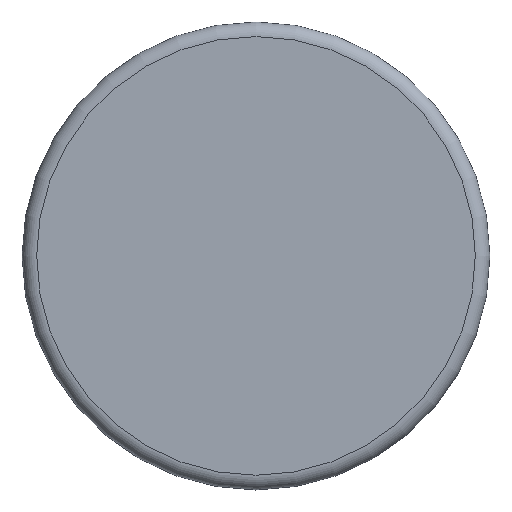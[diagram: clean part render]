
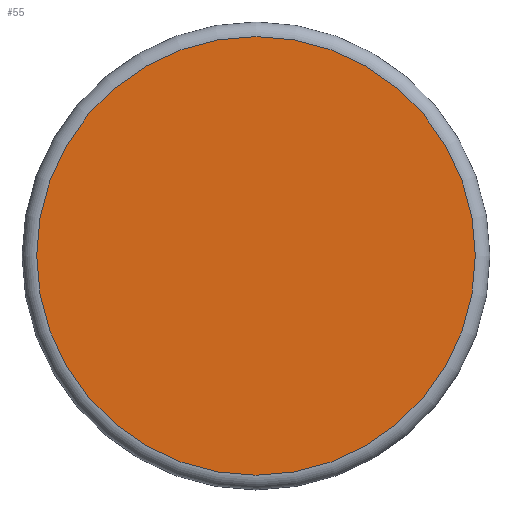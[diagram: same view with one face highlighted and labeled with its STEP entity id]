
A CAD part, top view. The second image highlights one B-rep face of the part: STEP entity #55.
In plain terms, the highlighted planar face has unit normal (0, 0, 1).
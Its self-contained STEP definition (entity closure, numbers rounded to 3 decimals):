
#55 = ADVANCED_FACE( '', ( #119 ), #120, .F. );
#119 = FACE_OUTER_BOUND( '', #192, .T. );
#120 = PLANE( '', #193 );
#192 = EDGE_LOOP( '', ( #273 ) );
#193 = AXIS2_PLACEMENT_3D( '', #274, #275, #276 );
#273 = ORIENTED_EDGE( '', *, *, #348, .T. );
#274 = CARTESIAN_POINT( '', ( 16., 0., 16.5 ) );
#275 = DIRECTION( '', ( 0., 0., -1. ) );
#276 = DIRECTION( '', ( -1., 0., 0. ) );
#348 = EDGE_CURVE( '', #390, #390, #391, .F. );
#390 = VERTEX_POINT( '', #439 );
#391 = CIRCLE( '', #440, 15. );
#439 = CARTESIAN_POINT( '', ( -15., 0., 16.5 ) );
#440 = AXIS2_PLACEMENT_3D( '', #489, #490, #491 );
#489 = CARTESIAN_POINT( '', ( 0., 0., 16.5 ) );
#490 = DIRECTION( '', ( 0., 0., -1. ) );
#491 = DIRECTION( '', ( -1., 0., 0. ) );
